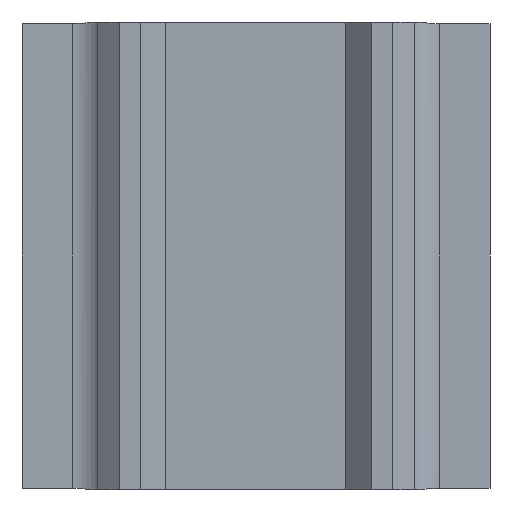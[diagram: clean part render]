
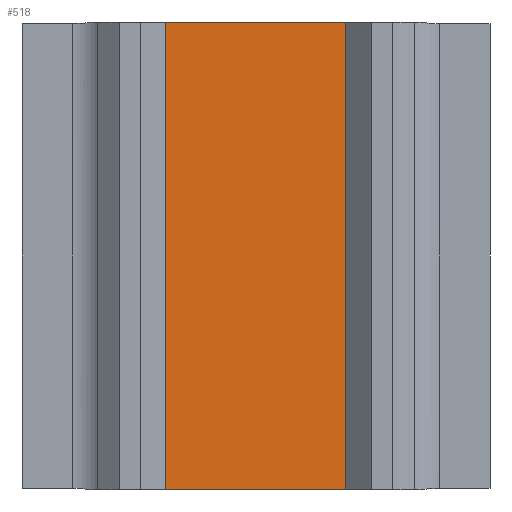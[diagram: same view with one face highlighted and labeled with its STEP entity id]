
A CAD part, front view. The second image highlights one B-rep face of the part: STEP entity #518.
In plain terms, the highlighted planar face has unit normal (0, -1, 0).
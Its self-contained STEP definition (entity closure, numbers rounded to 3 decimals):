
#29=PLANE('',#566);
#54=FACE_OUTER_BOUND('',#82,.T.);
#82=EDGE_LOOP('',(#423,#424,#425,#426));
#131=LINE('',#820,#193);
#138=LINE('',#836,#200);
#143=LINE('',#845,#205);
#144=LINE('',#847,#206);
#193=VECTOR('',#641,10.);
#200=VECTOR('',#656,10.);
#205=VECTOR('',#665,10.);
#206=VECTOR('',#668,10.);
#250=VERTEX_POINT('',#789);
#258=VERTEX_POINT('',#809);
#261=VERTEX_POINT('',#819);
#266=VERTEX_POINT('',#834);
#315=EDGE_CURVE('',#250,#261,#131,.T.);
#324=EDGE_CURVE('',#250,#266,#138,.T.);
#329=EDGE_CURVE('',#258,#261,#143,.T.);
#330=EDGE_CURVE('',#258,#266,#144,.T.);
#423=ORIENTED_EDGE('',*,*,#324,.T.);
#424=ORIENTED_EDGE('',*,*,#330,.F.);
#425=ORIENTED_EDGE('',*,*,#329,.T.);
#426=ORIENTED_EDGE('',*,*,#315,.F.);
#518=ADVANCED_FACE('',(#54),#29,.F.);
#566=AXIS2_PLACEMENT_3D('',#846,#666,#667);
#641=DIRECTION('',(1.,0.,0.));
#656=DIRECTION('',(0.,0.,-1.));
#665=DIRECTION('',(0.,0.,1.));
#666=DIRECTION('center_axis',(0.,1.,0.));
#667=DIRECTION('ref_axis',(0.,0.,1.));
#668=DIRECTION('',(-1.,0.,0.));
#789=CARTESIAN_POINT('',(-59.504,-298.1,-7.5));
#809=CARTESIAN_POINT('',(-54.5,-298.1,-20.5));
#819=CARTESIAN_POINT('',(-54.5,-298.1,-7.5));
#820=CARTESIAN_POINT('',(-60.25,-298.1,-7.5));
#834=CARTESIAN_POINT('',(-59.504,-298.1,-20.5));
#836=CARTESIAN_POINT('',(-59.504,-298.1,-20.));
#845=CARTESIAN_POINT('',(-54.5,-298.1,-20.));
#846=CARTESIAN_POINT('Origin',(-54.,-298.1,-20.));
#847=CARTESIAN_POINT('',(-60.25,-298.1,-20.5));
